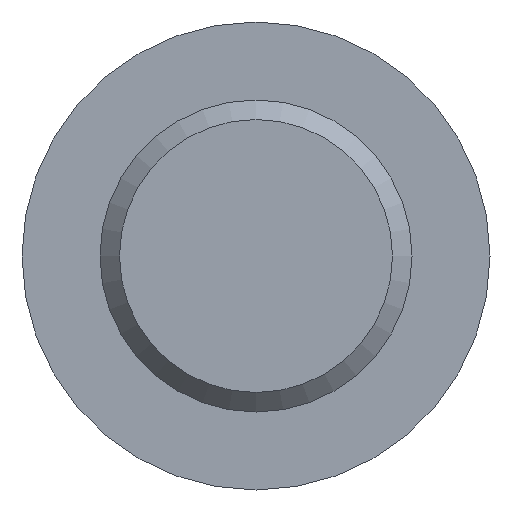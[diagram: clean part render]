
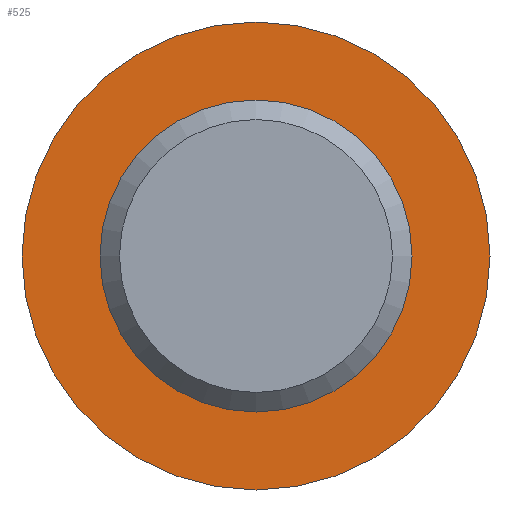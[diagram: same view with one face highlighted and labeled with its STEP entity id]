
A CAD part, front view. The second image highlights one B-rep face of the part: STEP entity #525.
In plain terms, the highlighted planar face has unit normal (0, -1, 0).
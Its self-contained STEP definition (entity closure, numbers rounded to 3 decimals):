
#6 = DIRECTION ( 'NONE',  ( 0., -1., 0. ) ) ;
#45 = EDGE_CURVE ( 'NONE', #526, #526, #249, .T. ) ;
#86 = AXIS2_PLACEMENT_3D ( 'NONE', #532, #190, #102 ) ;
#102 = DIRECTION ( 'NONE',  ( 0., 0., 1. ) ) ;
#106 = EDGE_LOOP ( 'NONE', ( #220 ) ) ;
#143 = CIRCLE ( 'NONE', #322, 12. ) ;
#146 = CARTESIAN_POINT ( 'NONE',  ( 0., 35., -8. ) ) ;
#190 = DIRECTION ( 'NONE',  ( 0., 1., 0. ) ) ;
#196 = FACE_OUTER_BOUND ( 'NONE', #106, .T. ) ;
#208 = EDGE_LOOP ( 'NONE', ( #485 ) ) ;
#220 = ORIENTED_EDGE ( 'NONE', *, *, #453, .T. ) ;
#225 = FACE_BOUND ( 'NONE', #208, .T. ) ;
#235 = DIRECTION ( 'NONE',  ( 0., -1., 0. ) ) ;
#249 = CIRCLE ( 'NONE', #309, 8. ) ;
#274 = PLANE ( 'NONE',  #86 ) ;
#309 = AXIS2_PLACEMENT_3D ( 'NONE', #531, #235, #442 ) ;
#316 = VERTEX_POINT ( 'NONE', #456 ) ;
#322 = AXIS2_PLACEMENT_3D ( 'NONE', #389, #6, #431 ) ;
#389 = CARTESIAN_POINT ( 'NONE',  ( 0., 35., 0. ) ) ;
#431 = DIRECTION ( 'NONE',  ( 0., 0., -1. ) ) ;
#442 = DIRECTION ( 'NONE',  ( 0., 0., -1. ) ) ;
#453 = EDGE_CURVE ( 'NONE', #316, #316, #143, .T. ) ;
#456 = CARTESIAN_POINT ( 'NONE',  ( 0., 35., -12. ) ) ;
#485 = ORIENTED_EDGE ( 'NONE', *, *, #45, .F. ) ;
#525 = ADVANCED_FACE ( 'NONE', ( #225, #196 ), #274, .F. ) ;
#526 = VERTEX_POINT ( 'NONE', #146 ) ;
#531 = CARTESIAN_POINT ( 'NONE',  ( 0., 35., 0. ) ) ;
#532 = CARTESIAN_POINT ( 'NONE',  ( -8., 35., 0. ) ) ;
